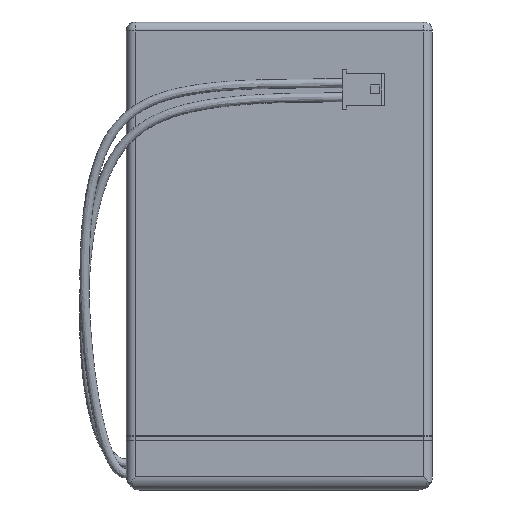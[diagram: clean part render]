
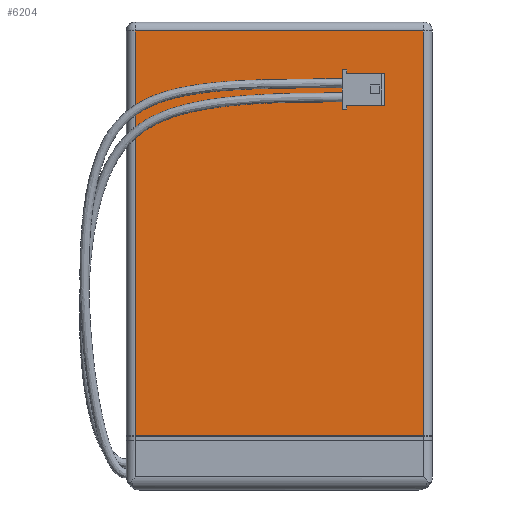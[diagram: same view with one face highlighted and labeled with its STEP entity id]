
A CAD part, front view. The second image highlights one B-rep face of the part: STEP entity #6204.
In plain terms, the highlighted planar face has unit normal (0, -1, 0).
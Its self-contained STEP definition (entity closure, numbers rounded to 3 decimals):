
#324=PLANE('',#6802);
#804=FACE_OUTER_BOUND('',#1158,.T.);
#1158=EDGE_LOOP('',(#4484,#4485,#4486,#4487));
#1506=LINE('',#9971,#2099);
#1516=LINE('',#10145,#2109);
#1517=LINE('',#10149,#2110);
#1518=LINE('',#10150,#2111);
#2099=VECTOR('',#7303,0.2);
#2109=VECTOR('',#7357,1.);
#2110=VECTOR('',#7362,10.);
#2111=VECTOR('',#7363,10.);
#2848=VERTEX_POINT('',#9968);
#2849=VERTEX_POINT('',#9970);
#2867=VERTEX_POINT('',#10144);
#2868=VERTEX_POINT('',#10148);
#3464=EDGE_CURVE('',#2848,#2849,#1506,.T.);
#3494=EDGE_CURVE('',#2849,#2867,#1516,.T.);
#3496=EDGE_CURVE('',#2868,#2848,#1517,.T.);
#3497=EDGE_CURVE('',#2867,#2868,#1518,.T.);
#4484=ORIENTED_EDGE('',*,*,#3464,.F.);
#4485=ORIENTED_EDGE('',*,*,#3496,.F.);
#4486=ORIENTED_EDGE('',*,*,#3497,.F.);
#4487=ORIENTED_EDGE('',*,*,#3494,.F.);
#6204=ADVANCED_FACE('',(#804),#324,.T.);
#6802=AXIS2_PLACEMENT_3D('',#10147,#7360,#7361);
#7303=DIRECTION('',(-1.,0.,0.));
#7357=DIRECTION('',(0.,0.,1.));
#7360=DIRECTION('center_axis',(0.,-1.,0.));
#7361=DIRECTION('ref_axis',(0.,0.,-1.));
#7362=DIRECTION('',(0.,0.,-1.));
#7363=DIRECTION('',(1.,0.,0.));
#9968=CARTESIAN_POINT('',(16.,-2.5,-19.988));
#9970=CARTESIAN_POINT('',(-16.,-2.5,-19.988));
#9971=CARTESIAN_POINT('',(-16.,-2.5,-19.988));
#10144=CARTESIAN_POINT('',(-16.,-2.5,25.));
#10145=CARTESIAN_POINT('',(-16.,-2.5,-26.));
#10147=CARTESIAN_POINT('Origin',(0.,-2.5,0.));
#10148=CARTESIAN_POINT('',(16.,-2.5,25.));
#10149=CARTESIAN_POINT('',(16.,-2.5,-18.));
#10150=CARTESIAN_POINT('',(-8.5,-2.5,25.));
